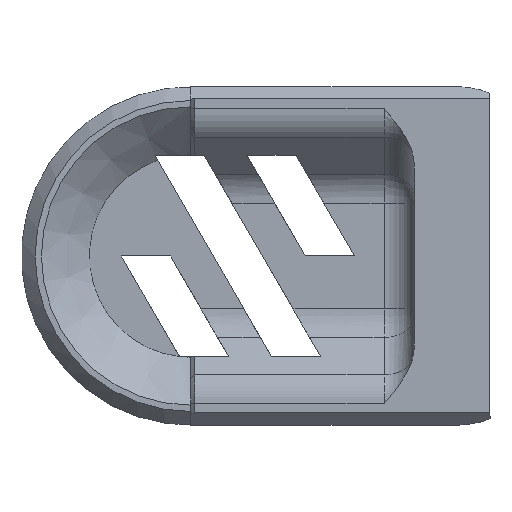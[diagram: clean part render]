
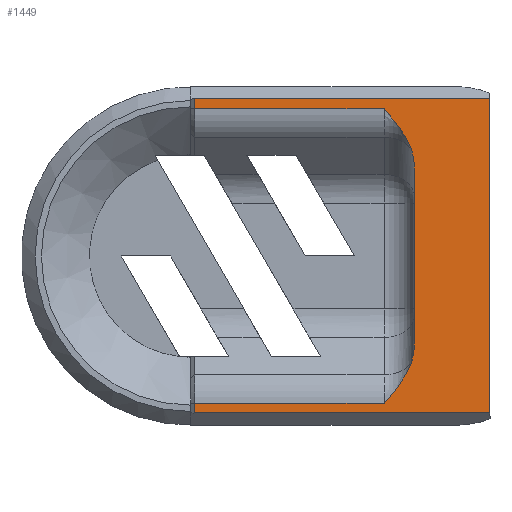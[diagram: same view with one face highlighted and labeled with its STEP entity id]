
A CAD part, front view. The second image highlights one B-rep face of the part: STEP entity #1449.
In plain terms, the highlighted planar face has unit normal (0, -1, 0).
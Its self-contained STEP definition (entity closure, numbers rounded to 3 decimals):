
#4 = VERTEX_POINT ( 'NONE', #1405 ) ;
#68 = CARTESIAN_POINT ( 'NONE',  ( -35.163, 42.237, 43.682 ) ) ;
#76 = VERTEX_POINT ( 'NONE', #931 ) ;
#79 = ORIENTED_EDGE ( 'NONE', *, *, #2205, .T. ) ;
#81 = CARTESIAN_POINT ( 'NONE',  ( -34.166, 42.237, 40.322 ) ) ;
#85 = CARTESIAN_POINT ( 'NONE',  ( -56.347, 42.237, 46.222 ) ) ;
#86 = CARTESIAN_POINT ( 'NONE',  ( -36.902, 42.237, 17.294 ) ) ;
#102 = ORIENTED_EDGE ( 'NONE', *, *, #773, .T. ) ;
#104 = CARTESIAN_POINT ( 'NONE',  ( -37.166, 42.237, 46.222 ) ) ;
#106 = LINE ( 'NONE', #605, #1578 ) ;
#107 = CARTESIAN_POINT ( 'NONE',  ( -56.347, 42.237, 31.605 ) ) ;
#119 = CARTESIAN_POINT ( 'NONE',  ( -55.947, 42.237, 46.222 ) ) ;
#151 = VERTEX_POINT ( 'NONE', #754 ) ;
#154 = CARTESIAN_POINT ( 'NONE',  ( -37.166, 42.237, 46.222 ) ) ;
#155 = DIRECTION ( 'NONE',  ( 0., 0., -1. ) ) ;
#201 = EDGE_CURVE ( 'NONE', #2320, #4, #303, .T. ) ;
#211 = VECTOR ( 'NONE', #444, 1000. ) ;
#225 = VERTEX_POINT ( 'NONE', #81 ) ;
#249 = CARTESIAN_POINT ( 'NONE',  ( -34.484, 42.237, 42.222 ) ) ;
#250 = VECTOR ( 'NONE', #1260, 1000. ) ;
#262 = EDGE_CURVE ( 'NONE', #76, #623, #106, .T. ) ;
#268 = LINE ( 'NONE', #85, #706 ) ;
#303 =( BOUNDED_CURVE ( )  B_SPLINE_CURVE ( 3, ( #2100, #986, #2234, #1702 ),
 .UNSPECIFIED., .F., .T. ) 
 B_SPLINE_CURVE_WITH_KNOTS ( ( 4, 4 ),
 ( 1.571, 2.035 ),
 .UNSPECIFIED. ) 
 CURVE ( )  GEOMETRIC_REPRESENTATION_ITEM ( )  RATIONAL_B_SPLINE_CURVE ( ( 1., 0.982, 0.982, 1. ) ) 
 REPRESENTATION_ITEM ( '' )  );
#363 = VECTOR ( 'NONE', #874, 1000. ) ;
#403 = CARTESIAN_POINT ( 'NONE',  ( -34.484, 42.237, 42.222 ) ) ;
#412 = CARTESIAN_POINT ( 'NONE',  ( -36.121, 42.237, 18.223 ) ) ;
#444 = DIRECTION ( 'NONE',  ( -1., 0., 0. ) ) ;
#448 = DIRECTION ( 'NONE',  ( 0., 1., 0. ) ) ;
#451 = CARTESIAN_POINT ( 'NONE',  ( -37.166, 42.237, 16.988 ) ) ;
#508 = LINE ( 'NONE', #1235, #940 ) ;
#598 = ORIENTED_EDGE ( 'NONE', *, *, #1616, .T. ) ;
#605 = CARTESIAN_POINT ( 'NONE',  ( -26.666, 42.237, 16.066 ) ) ;
#612 = CARTESIAN_POINT ( 'NONE',  ( -34.756, 42.237, 20.22 ) ) ;
#623 = VERTEX_POINT ( 'NONE', #1533 ) ;
#706 = VECTOR ( 'NONE', #1555, 1000. ) ;
#715 = LINE ( 'NONE', #1821, #363 ) ;
#754 = CARTESIAN_POINT ( 'NONE',  ( -55.947, 42.237, 16.988 ) ) ;
#770 = CARTESIAN_POINT ( 'NONE',  ( -35.163, 42.237, 19.527 ) ) ;
#773 = EDGE_CURVE ( 'NONE', #225, #2320, #715, .T. ) ;
#814 = CARTESIAN_POINT ( 'NONE',  ( -34.166, 42.237, 22.887 ) ) ;
#832 = DIRECTION ( 'NONE',  ( 1., 0., 0. ) ) ;
#841 = LINE ( 'NONE', #1562, #211 ) ;
#842 = CARTESIAN_POINT ( 'NONE',  ( -34.756, 42.237, 42.99 ) ) ;
#872 = CARTESIAN_POINT ( 'NONE',  ( -55.947, 42.237, 16.066 ) ) ;
#874 = DIRECTION ( 'NONE',  ( 0., 0., -1. ) ) ;
#875 = B_SPLINE_CURVE_WITH_KNOTS ( 'NONE', 3,
 ( #2202, #612, #770, #1343, #412, #1139, #939, #86, #1484, #1509 ),
 .UNSPECIFIED., .F., .F.,
 ( 4, 2, 2, 2, 4 ),
 ( 0., 0.002, 0.004, 0.004, 0.005 ),
 .UNSPECIFIED. ) ;
#922 = EDGE_CURVE ( 'NONE', #989, #151, #2032, .T. ) ;
#931 = CARTESIAN_POINT ( 'NONE',  ( -55.947, 42.237, 16.066 ) ) ;
#939 = CARTESIAN_POINT ( 'NONE',  ( -36.639, 42.237, 17.601 ) ) ;
#940 = VECTOR ( 'NONE', #155, 1000. ) ;
#960 = ORIENTED_EDGE ( 'NONE', *, *, #965, .T. ) ;
#965 = EDGE_CURVE ( 'NONE', #1418, #1823, #268, .T. ) ;
#986 = CARTESIAN_POINT ( 'NONE',  ( -34.166, 42.237, 22.225 ) ) ;
#989 = VERTEX_POINT ( 'NONE', #451 ) ;
#1139 = CARTESIAN_POINT ( 'NONE',  ( -36.508, 42.237, 17.755 ) ) ;
#1157 = CARTESIAN_POINT ( 'NONE',  ( -34.484, 42.237, 42.222 ) ) ;
#1182 = EDGE_LOOP ( 'NONE', ( #2197, #79, #960, #1752, #1759, #102, #1714, #598, #2107, #1444, #1355, #2242 ) ) ;
#1235 = CARTESIAN_POINT ( 'NONE',  ( -26.666, 42.237, 14.816 ) ) ;
#1250 = VERTEX_POINT ( 'NONE', #2030 ) ;
#1260 = DIRECTION ( 'NONE',  ( 0., 0., -1. ) ) ;
#1321 = DIRECTION ( 'NONE',  ( -1., 0., 0. ) ) ;
#1339 = PLANE ( 'NONE',  #1969 ) ;
#1343 = CARTESIAN_POINT ( 'NONE',  ( -35.87, 42.237, 18.541 ) ) ;
#1355 = ORIENTED_EDGE ( 'NONE', *, *, #262, .T. ) ;
#1365 = FACE_OUTER_BOUND ( 'NONE', #1182, .T. ) ;
#1375 = CARTESIAN_POINT ( 'NONE',  ( -36.637, 42.237, 45.61 ) ) ;
#1396 = VECTOR ( 'NONE', #1321, 1000. ) ;
#1405 = CARTESIAN_POINT ( 'NONE',  ( -34.484, 42.237, 20.988 ) ) ;
#1418 = VERTEX_POINT ( 'NONE', #119 ) ;
#1443 = CARTESIAN_POINT ( 'NONE',  ( -34.274, 42.237, 41.629 ) ) ;
#1444 = ORIENTED_EDGE ( 'NONE', *, *, #2181, .T. ) ;
#1449 = ADVANCED_FACE ( 'NONE', ( #1365 ), #1339, .F. ) ;
#1484 = CARTESIAN_POINT ( 'NONE',  ( -37.035, 42.237, 17.14 ) ) ;
#1485 = VERTEX_POINT ( 'NONE', #1658 ) ;
#1509 = CARTESIAN_POINT ( 'NONE',  ( -37.166, 42.237, 16.988 ) ) ;
#1519 = CARTESIAN_POINT ( 'NONE',  ( -56.347, 42.237, 16.988 ) ) ;
#1531 =( BOUNDED_CURVE ( )  B_SPLINE_CURVE ( 3, ( #403, #1443, #2166, #1822 ),
 .UNSPECIFIED., .F., .T. ) 
 B_SPLINE_CURVE_WITH_KNOTS ( ( 4, 4 ),
 ( 1.107, 1.571 ),
 .UNSPECIFIED. ) 
 CURVE ( )  GEOMETRIC_REPRESENTATION_ITEM ( )  RATIONAL_B_SPLINE_CURVE ( ( 1., 0.982, 0.982, 1. ) ) 
 REPRESENTATION_ITEM ( '' )  );
#1533 = CARTESIAN_POINT ( 'NONE',  ( -26.666, 42.237, 16.066 ) ) ;
#1555 = DIRECTION ( 'NONE',  ( 1., 0., 0. ) ) ;
#1562 = CARTESIAN_POINT ( 'NONE',  ( -56.347, 42.237, 47.217 ) ) ;
#1578 = VECTOR ( 'NONE', #832, 1000. ) ;
#1591 = LINE ( 'NONE', #2310, #2009 ) ;
#1594 = EDGE_CURVE ( 'NONE', #2278, #225, #1531, .T. ) ;
#1616 = EDGE_CURVE ( 'NONE', #4, #989, #875, .T. ) ;
#1658 = CARTESIAN_POINT ( 'NONE',  ( -55.947, 42.237, 47.217 ) ) ;
#1702 = CARTESIAN_POINT ( 'NONE',  ( -34.484, 42.237, 20.988 ) ) ;
#1714 = ORIENTED_EDGE ( 'NONE', *, *, #201, .T. ) ;
#1752 = ORIENTED_EDGE ( 'NONE', *, *, #2277, .T. ) ;
#1759 = ORIENTED_EDGE ( 'NONE', *, *, #1594, .T. ) ;
#1787 = LINE ( 'NONE', #872, #250 ) ;
#1805 = B_SPLINE_CURVE_WITH_KNOTS ( 'NONE', 3,
 ( #104, #1375, #1910, #68, #842, #249 ),
 .UNSPECIFIED., .F., .F.,
 ( 4, 2, 4 ),
 ( 0., 0.002, 0.005 ),
 .UNSPECIFIED. ) ;
#1821 = CARTESIAN_POINT ( 'NONE',  ( -34.166, 42.237, 31.605 ) ) ;
#1822 = CARTESIAN_POINT ( 'NONE',  ( -34.166, 42.237, 40.322 ) ) ;
#1823 = VERTEX_POINT ( 'NONE', #154 ) ;
#1901 = DIRECTION ( 'NONE',  ( 0., 0., 1. ) ) ;
#1910 = CARTESIAN_POINT ( 'NONE',  ( -36.106, 42.237, 44.997 ) ) ;
#1969 = AXIS2_PLACEMENT_3D ( 'NONE', #107, #448, #1901 ) ;
#1992 = DIRECTION ( 'NONE',  ( 0., 0., -1. ) ) ;
#2009 = VECTOR ( 'NONE', #1992, 1000. ) ;
#2030 = CARTESIAN_POINT ( 'NONE',  ( -26.666, 42.237, 47.217 ) ) ;
#2032 = LINE ( 'NONE', #1519, #1396 ) ;
#2100 = CARTESIAN_POINT ( 'NONE',  ( -34.166, 42.237, 22.887 ) ) ;
#2107 = ORIENTED_EDGE ( 'NONE', *, *, #922, .T. ) ;
#2132 = EDGE_CURVE ( 'NONE', #1250, #1485, #841, .T. ) ;
#2166 = CARTESIAN_POINT ( 'NONE',  ( -34.166, 42.237, 40.985 ) ) ;
#2181 = EDGE_CURVE ( 'NONE', #151, #76, #1787, .T. ) ;
#2197 = ORIENTED_EDGE ( 'NONE', *, *, #2132, .T. ) ;
#2202 = CARTESIAN_POINT ( 'NONE',  ( -34.484, 42.237, 20.988 ) ) ;
#2205 = EDGE_CURVE ( 'NONE', #1485, #1418, #1591, .T. ) ;
#2234 = CARTESIAN_POINT ( 'NONE',  ( -34.274, 42.237, 21.58 ) ) ;
#2242 = ORIENTED_EDGE ( 'NONE', *, *, #2339, .F. ) ;
#2277 = EDGE_CURVE ( 'NONE', #1823, #2278, #1805, .T. ) ;
#2278 = VERTEX_POINT ( 'NONE', #1157 ) ;
#2310 = CARTESIAN_POINT ( 'NONE',  ( -55.947, 42.237, 46.222 ) ) ;
#2320 = VERTEX_POINT ( 'NONE', #814 ) ;
#2339 = EDGE_CURVE ( 'NONE', #1250, #623, #508, .T. ) ;
